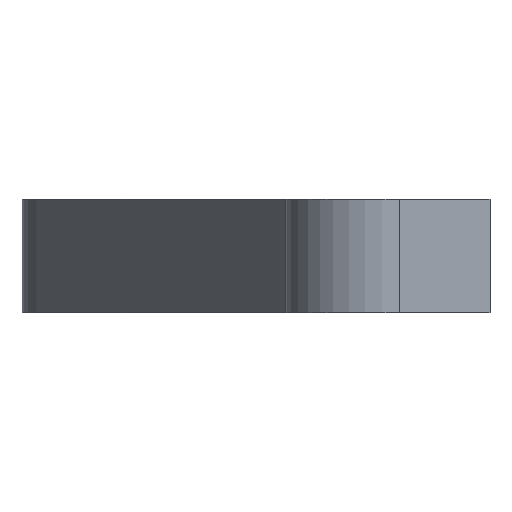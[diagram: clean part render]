
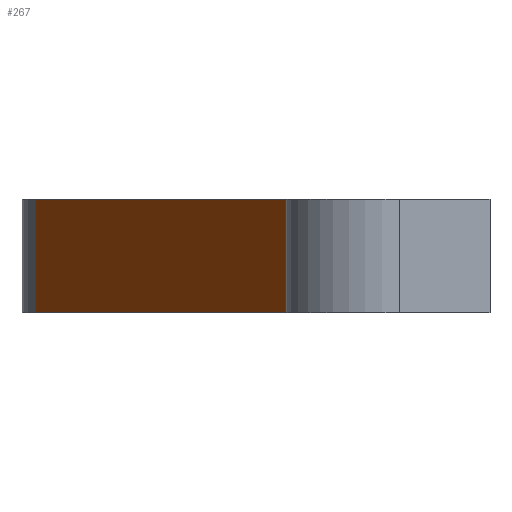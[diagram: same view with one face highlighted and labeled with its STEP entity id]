
A CAD part, front view. The second image highlights one B-rep face of the part: STEP entity #267.
In plain terms, the highlighted planar face has unit normal (-0.866, -0.5, 0).
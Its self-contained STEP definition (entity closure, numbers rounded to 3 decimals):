
#24=PLANE('',#301);
#36=FACE_OUTER_BOUND('',#50,.T.);
#50=EDGE_LOOP('',(#214,#215,#216,#217));
#78=LINE('',#438,#104);
#79=LINE('',#441,#105);
#80=LINE('',#443,#106);
#81=LINE('',#444,#107);
#104=VECTOR('',#359,10.);
#105=VECTOR('',#362,10.);
#106=VECTOR('',#363,10.);
#107=VECTOR('',#364,10.);
#138=VERTEX_POINT('',#434);
#139=VERTEX_POINT('',#436);
#140=VERTEX_POINT('',#440);
#141=VERTEX_POINT('',#442);
#170=EDGE_CURVE('',#138,#139,#78,.T.);
#171=EDGE_CURVE('',#140,#138,#79,.T.);
#172=EDGE_CURVE('',#141,#139,#80,.T.);
#173=EDGE_CURVE('',#140,#141,#81,.T.);
#214=ORIENTED_EDGE('',*,*,#171,.T.);
#215=ORIENTED_EDGE('',*,*,#170,.T.);
#216=ORIENTED_EDGE('',*,*,#172,.F.);
#217=ORIENTED_EDGE('',*,*,#173,.F.);
#267=ADVANCED_FACE('',(#36),#24,.T.);
#301=AXIS2_PLACEMENT_3D('',#439,#360,#361);
#359=DIRECTION('',(0.,0.,1.));
#360=DIRECTION('center_axis',(-0.866,-0.5,0.));
#361=DIRECTION('ref_axis',(0.5,-0.866,0.));
#362=DIRECTION('',(0.5,-0.866,0.));
#363=DIRECTION('',(0.5,-0.866,0.));
#364=DIRECTION('',(0.,0.,1.));
#434=CARTESIAN_POINT('',(-5.061,2.128,0.));
#436=CARTESIAN_POINT('',(-5.061,2.128,5.));
#438=CARTESIAN_POINT('',(-5.061,2.128,0.));
#439=CARTESIAN_POINT('Origin',(-16.061,21.181,0.));
#440=CARTESIAN_POINT('',(-16.061,21.181,0.));
#441=CARTESIAN_POINT('',(-16.061,21.181,0.));
#442=CARTESIAN_POINT('',(-16.061,21.181,5.));
#443=CARTESIAN_POINT('',(-16.061,21.181,5.));
#444=CARTESIAN_POINT('',(-16.061,21.181,0.));
